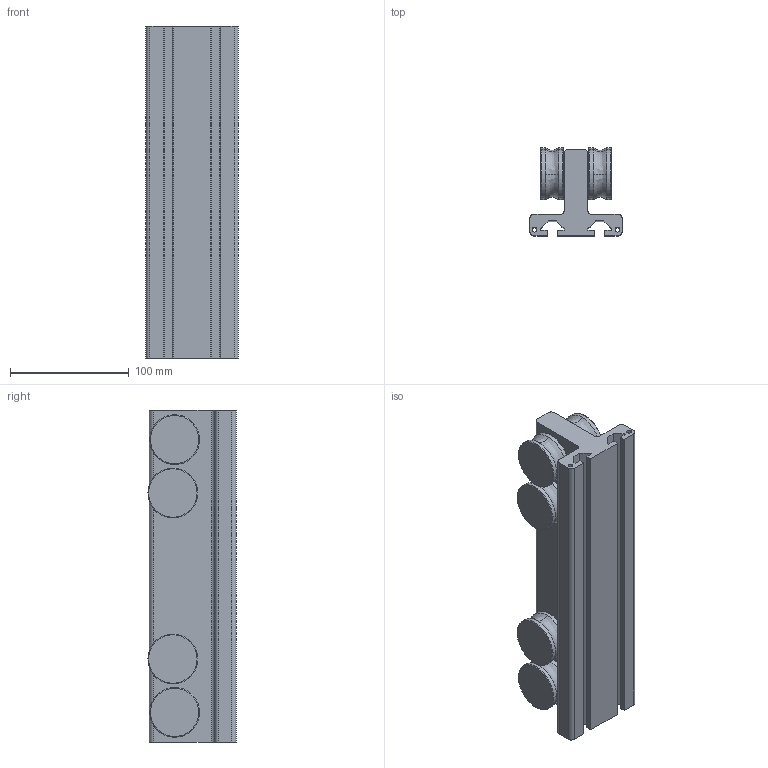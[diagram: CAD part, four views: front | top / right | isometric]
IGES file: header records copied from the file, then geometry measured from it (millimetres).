
Global section: file name: No Iges File Name specified; native system: AutoDesk Inventor R11.0; preprocessor: AutoDesk Inventor Iges Exporter R11.0; author: No Author specified; organization: No Organization specified; date: 20070910.120527; units: millimetre
Bounding box: 78 x 74.25 x 280 mm (x, y, z)
Volume: 799693.6 mm3; surface area: 157403.1 mm2
Topology: 9 solids, 9 shells, 138 faces, 376 edges, 256 vertices
Faces by surface type: plane 46, cylinder 38, torus 32, bspline 20, revolution 2
